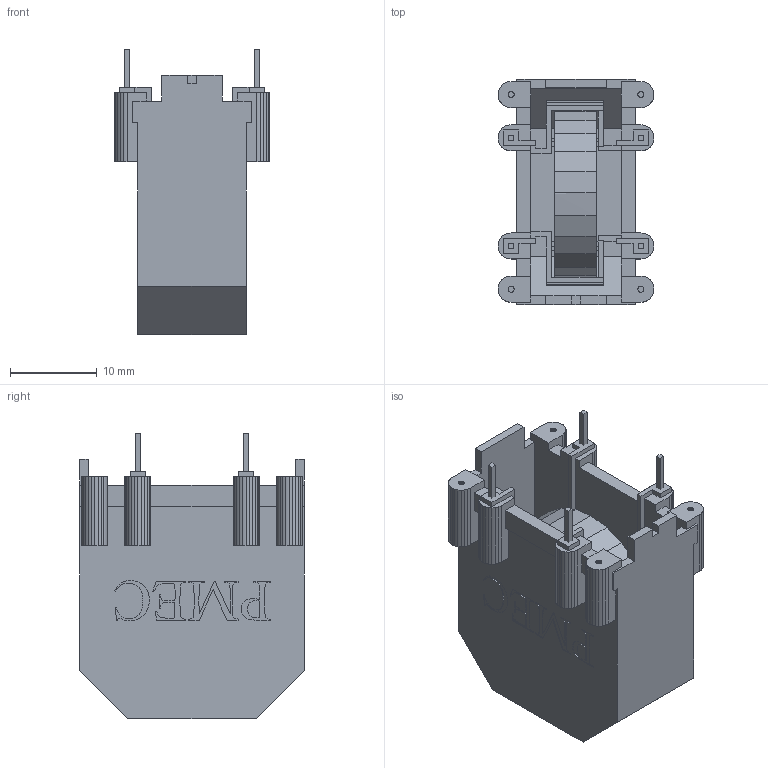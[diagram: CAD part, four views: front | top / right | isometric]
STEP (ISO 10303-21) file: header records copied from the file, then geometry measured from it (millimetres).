
FILE_DESCRIPTION(('FreeCAD Model'),'2;1');
FILE_NAME('X03Vi.stp', '2014-07-08T12:46:36',('FreeCAD'),('FreeCAD'), 'Open CASCADE STEP processor 6.3','FreeCAD','Unknown');
FILE_SCHEMA(('AUTOMOTIVE_DESIGN_CC2 { 1 2 10303 214 -1 1 5 4 }'));
Products named in the file (6): X03Vi; X03Vi002; X03Vi004; X03Vi001; X03Vi005; X03Vi003
Bounding box: 18 x 26 x 33 mm (x, y, z)
Volume: 3407.2 mm3; surface area: 6342.9 mm2
Topology: 6 solids, 6 shells, 848 faces, 2493 edges, 1667 vertices
Faces by surface type: plane 587, cylinder 254, cone 7
Entity records: 65264 total; most frequent: CARTESIAN_POINT 17604, DIRECTION 8348, LINE 5342, VECTOR 5342, ORIENTED_EDGE 4986, PCURVE 4986, DEFINITIONAL_REPRESENTATION 4986, EDGE_CURVE 2493
